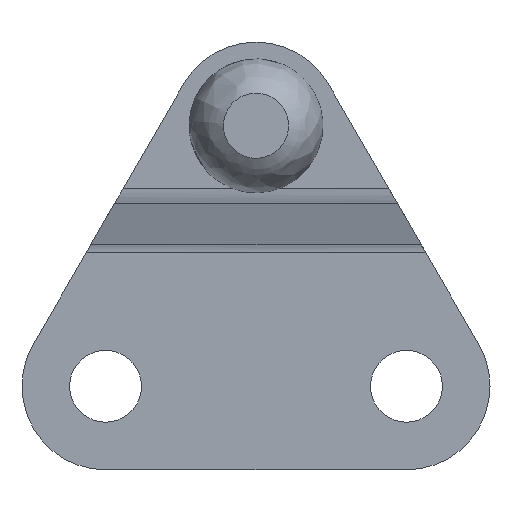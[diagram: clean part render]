
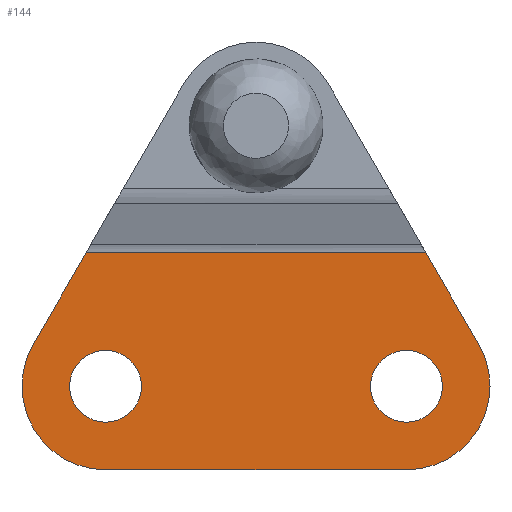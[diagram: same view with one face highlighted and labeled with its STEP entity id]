
A CAD part, front view. The second image highlights one B-rep face of the part: STEP entity #144.
In plain terms, the highlighted face is planar.
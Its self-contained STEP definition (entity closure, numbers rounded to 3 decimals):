
#81=FACE_BOUND('',#202,.T.);
#82=FACE_BOUND('',#203,.T.);
#83=FACE_BOUND('',#204,.T.);
#114=CIRCLE('',#519,5.);
#115=CIRCLE('',#521,2.15);
#117=CIRCLE('',#524,2.15);
#124=CIRCLE('',#539,5.);
#144=ADVANCED_FACE('',(#81,#82,#83),#164,.F.);
#164=PLANE('',#542);
#202=EDGE_LOOP('',(#285,#286,#287,#288,#289,#290));
#203=EDGE_LOOP('',(#291));
#204=EDGE_LOOP('',(#292));
#285=ORIENTED_EDGE('',*,*,#404,.F.);
#286=ORIENTED_EDGE('',*,*,#412,.F.);
#287=ORIENTED_EDGE('',*,*,#438,.F.);
#288=ORIENTED_EDGE('',*,*,#434,.F.);
#289=ORIENTED_EDGE('',*,*,#427,.F.);
#290=ORIENTED_EDGE('',*,*,#436,.F.);
#291=ORIENTED_EDGE('',*,*,#415,.F.);
#292=ORIENTED_EDGE('',*,*,#413,.F.);
#361=VERTEX_POINT('',#730);
#362=VERTEX_POINT('',#732);
#368=VERTEX_POINT('',#746);
#369=VERTEX_POINT('',#750);
#371=VERTEX_POINT('',#755);
#381=VERTEX_POINT('',#779);
#382=VERTEX_POINT('',#781);
#388=VERTEX_POINT('',#795);
#404=EDGE_CURVE('',#361,#362,#460,.T.);
#412=EDGE_CURVE('',#368,#361,#114,.T.);
#413=EDGE_CURVE('',#369,#369,#115,.T.);
#415=EDGE_CURVE('',#371,#371,#117,.T.);
#427=EDGE_CURVE('',#381,#382,#469,.T.);
#434=EDGE_CURVE('',#382,#388,#124,.T.);
#436=EDGE_CURVE('',#362,#381,#474,.T.);
#438=EDGE_CURVE('',#388,#368,#476,.T.);
#460=LINE('',#731,#488);
#469=LINE('',#780,#497);
#474=LINE('',#798,#502);
#476=LINE('',#801,#504);
#488=VECTOR('',#581,1.);
#497=VECTOR('',#630,1.);
#502=VECTOR('',#647,1.);
#504=VECTOR('',#651,1.);
#519=AXIS2_PLACEMENT_3D('',#747,#594,#595);
#521=AXIS2_PLACEMENT_3D('',#749,#598,#599);
#524=AXIS2_PLACEMENT_3D('',#754,#604,#605);
#539=AXIS2_PLACEMENT_3D('',#794,#642,#643);
#542=AXIS2_PLACEMENT_3D('',#802,#652,#653);
#581=DIRECTION('',(0.,-0.5,0.866));
#594=DIRECTION('',(1.,0.,0.));
#595=DIRECTION('',(0.,0.,-1.));
#598=DIRECTION('',(-1.,0.,0.));
#599=DIRECTION('',(0.,-1.,0.));
#604=DIRECTION('',(-1.,0.,0.));
#605=DIRECTION('',(0.,-1.,0.));
#630=DIRECTION('',(0.,-0.5,-0.866));
#642=DIRECTION('',(1.,0.,0.));
#643=DIRECTION('',(0.,-0.866,0.5));
#647=DIRECTION('',(0.,-1.,0.));
#651=DIRECTION('',(0.,1.,0.));
#652=DIRECTION('',(1.,0.,0.));
#653=DIRECTION('',(0.,0.,1.));
#730=CARTESIAN_POINT('',(0.,13.33,7.5));
#731=CARTESIAN_POINT('',(0.,11.831,10.097));
#732=CARTESIAN_POINT('',(0.,10.155,13.));
#746=CARTESIAN_POINT('',(0.,9.,0.));
#747=CARTESIAN_POINT('',(0.,9.,5.));
#749=CARTESIAN_POINT('',(0.,9.,5.));
#750=CARTESIAN_POINT('',(0.,11.15,5.));
#754=CARTESIAN_POINT('',(0.,-9.,5.));
#755=CARTESIAN_POINT('',(0.,-6.85,5.));
#779=CARTESIAN_POINT('',(0.,-10.155,13.));
#780=CARTESIAN_POINT('',(0.,-7.43,17.719));
#781=CARTESIAN_POINT('',(0.,-13.33,7.5));
#794=CARTESIAN_POINT('',(0.,-9.,5.));
#795=CARTESIAN_POINT('',(0.,-9.,0.));
#798=CARTESIAN_POINT('',(0.,34.603,13.));
#801=CARTESIAN_POINT('',(0.,-35.397,0.));
#802=CARTESIAN_POINT('',(0.,-0.397,6.5));
